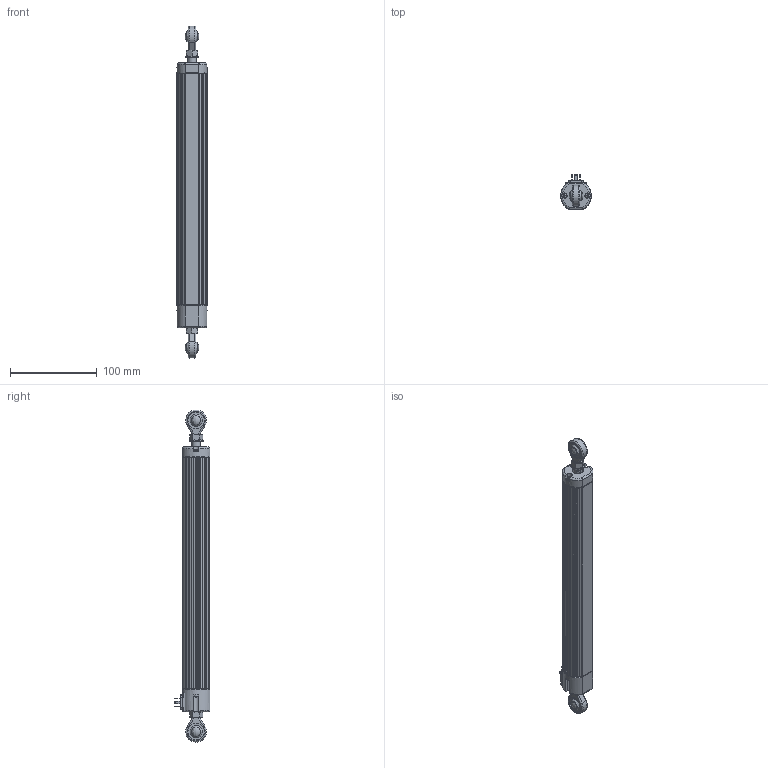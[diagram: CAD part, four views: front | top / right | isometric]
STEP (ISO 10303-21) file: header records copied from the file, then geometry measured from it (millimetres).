
FILE_DESCRIPTION (( 'STEP AP214' ), '1' );
FILE_NAME ('PC-M-0175-L.STEP', '2020-03-17T21:25:45', ( '' ), ( '' ), 'SwSTEP 2.0', 'SolidWorks 2019', '' );
FILE_SCHEMA (( 'AUTOMOTIVE_DESIGN' ));
Length unit declared in the file: inch
Products named in the file (1): PC-M-0175-L
Bounding box: 34.93 x 40.9 x 382.54 mm (x, y, z)
Volume: 309667.9 mm3; surface area: 69989.2 mm2
Topology: 26 solids, 26 shells, 1441 faces, 3841 edges, 2473 vertices
Faces by surface type: cone 559, plane 437, cylinder 366, bspline 79
Full cylindrical faces by diameter (mm): 1 x4, 2.2 x4, 2.5 x68, 2.6 x4, 2.75 x2, 2.9 x1, 3 x97, 3.5 x4, 4 x1, 5 x4, 5.6 x4, 6.8 x12, 8 x69, 8.4 x1, 9.9 x1, 10 x1, 13 x1, 16 x1, 19 x4
Entity records: 57624 total; most frequent: CARTESIAN_POINT 10111, DIRECTION 6018, ORIENTED_EDGE 4846, AXIS2_PLACEMENT_3D 2570, EDGE_CURVE 2423, EDGE_LOOP 2314, VERTEX_POINT 1843, FACE_OUTER_BOUND 1738
